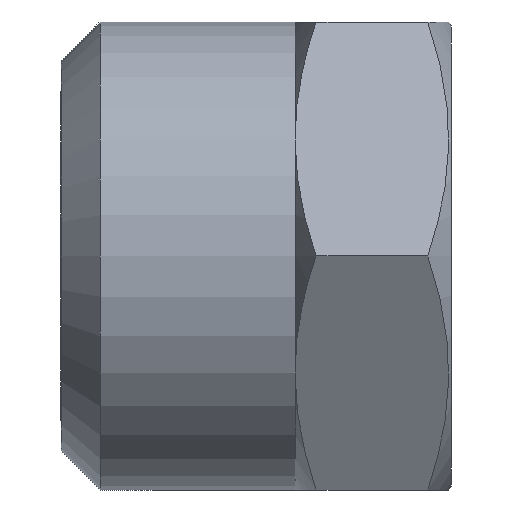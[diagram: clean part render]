
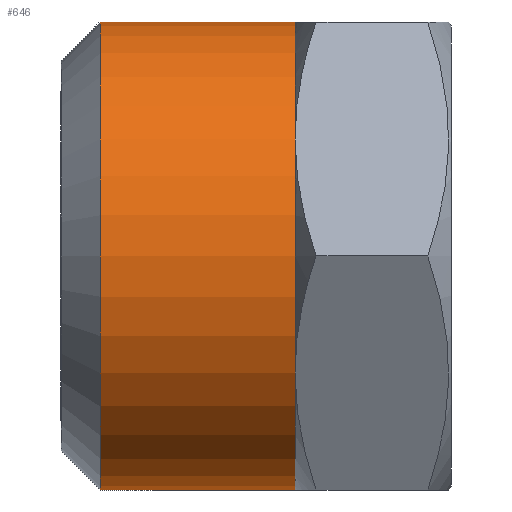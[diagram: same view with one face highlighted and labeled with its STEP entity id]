
A CAD part, left-side view. The second image highlights one B-rep face of the part: STEP entity #646.
In plain terms, the highlighted cylindrical face has radius 6 mm (diameter 12 mm), a partial arc.
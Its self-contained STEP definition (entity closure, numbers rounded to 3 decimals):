
#45 = ORIENTED_EDGE ( 'NONE', *, *, #618, .F. ) ;
#46 = ORIENTED_EDGE ( 'NONE', *, *, #614, .T. ) ;
#47 = ORIENTED_EDGE ( 'NONE', *, *, #591, .T. ) ;
#48 = ORIENTED_EDGE ( 'NONE', *, *, #600, .F. ) ;
#49 = ORIENTED_EDGE ( 'NONE', *, *, #611, .F. ) ;
#50 = ORIENTED_EDGE ( 'NONE', *, *, #599, .F. ) ;
#115 = VERTEX_POINT ( 'NONE', #780 ) ;
#116 = VERTEX_POINT ( 'NONE', #781 ) ;
#117 = VERTEX_POINT ( 'NONE', #782 ) ;
#120 = VERTEX_POINT ( 'NONE', #785 ) ;
#122 = VERTEX_POINT ( 'NONE', #787 ) ;
#126 = VERTEX_POINT ( 'NONE', #791 ) ;
#166 = EDGE_LOOP ( 'NONE', ( #45, #47, #46, #49, #48, #50 ) ) ;
#189 = LINE ( 'NONE', #343, #682 ) ;
#190 = LINE ( 'NONE', #354, #689 ) ;
#212 = FACE_OUTER_BOUND ( 'NONE', #166, .T. ) ;
#213 = CYLINDRICAL_SURFACE ( 'NONE', #865, 6. ) ;
#275 = CARTESIAN_POINT ( 'NONE',  ( 0., 4., 0. ) ) ;
#276 = DIRECTION ( 'NONE',  ( 0., -1., 0. ) ) ;
#277 = DIRECTION ( 'NONE',  ( 0., 0., -1. ) ) ;
#278 = CARTESIAN_POINT ( 'NONE',  ( 0., 4., 0. ) ) ;
#279 = DIRECTION ( 'NONE',  ( 0., -1., 0. ) ) ;
#280 = DIRECTION ( 'NONE',  ( 0., 0., -1. ) ) ;
#326 = CARTESIAN_POINT ( 'NONE',  ( 0., 4., 0. ) ) ;
#327 = DIRECTION ( 'NONE',  ( 0., -1., 0. ) ) ;
#328 = DIRECTION ( 'NONE',  ( 0., 0., -1. ) ) ;
#343 = CARTESIAN_POINT ( 'NONE',  ( 0., -2.419, -6. ) ) ;
#344 = DIRECTION ( 'NONE',  ( 0., -1., 0. ) ) ;
#354 = CARTESIAN_POINT ( 'NONE',  ( 0., -2.419, 6. ) ) ;
#355 = DIRECTION ( 'NONE',  ( 0., -1., 0. ) ) ;
#452 = CARTESIAN_POINT ( 'NONE',  ( 0., -2.419, 0. ) ) ;
#453 = DIRECTION ( 'NONE',  ( 0., -1., 0. ) ) ;
#454 = DIRECTION ( 'NONE',  ( 0., 0., -1. ) ) ;
#564 = CIRCLE ( 'NONE', #671, 6. ) ;
#591 = EDGE_CURVE ( 'NONE', #115, #116, #917, .T. ) ;
#599 = EDGE_CURVE ( 'NONE', #117, #126, #564, .T. ) ;
#600 = EDGE_CURVE ( 'NONE', #126, #122, #672, .T. ) ;
#611 = EDGE_CURVE ( 'NONE', #122, #120, #673, .T. ) ;
#614 = EDGE_CURVE ( 'NONE', #116, #120, #189, .T. ) ;
#618 = EDGE_CURVE ( 'NONE', #115, #117, #190, .T. ) ;
#646 = ADVANCED_FACE ( 'NONE', ( #212 ), #213, .T. ) ;
#671 = AXIS2_PLACEMENT_3D ( 'NONE', #275, #276, #277 ) ;
#672 = CIRCLE ( 'NONE', #674, 6. ) ;
#673 = CIRCLE ( 'NONE', #681, 6. ) ;
#674 = AXIS2_PLACEMENT_3D ( 'NONE', #278, #279, #280 ) ;
#681 = AXIS2_PLACEMENT_3D ( 'NONE', #326, #327, #328 ) ;
#682 = VECTOR ( 'NONE', #344, 1000. ) ;
#689 = VECTOR ( 'NONE', #355, 1000. ) ;
#733 = DIRECTION ( 'NONE',  ( 0., -1., 0. ) ) ;
#734 = DIRECTION ( 'NONE',  ( 0., 0., -1. ) ) ;
#738 = CARTESIAN_POINT ( 'NONE',  ( 0., 9., 0. ) ) ;
#780 = CARTESIAN_POINT ( 'NONE',  ( 0., 9., 6. ) ) ;
#781 = CARTESIAN_POINT ( 'NONE',  ( 0., 9., -6. ) ) ;
#782 = CARTESIAN_POINT ( 'NONE',  ( 0., 4., 6. ) ) ;
#785 = CARTESIAN_POINT ( 'NONE',  ( 0., 4., -6. ) ) ;
#787 = CARTESIAN_POINT ( 'NONE',  ( -5.196, 4., -3. ) ) ;
#791 = CARTESIAN_POINT ( 'NONE',  ( -5.196, 4., 3. ) ) ;
#865 = AXIS2_PLACEMENT_3D ( 'NONE', #452, #453, #454 ) ;
#917 = CIRCLE ( 'NONE', #923, 6. ) ;
#923 = AXIS2_PLACEMENT_3D ( 'NONE', #738, #733, #734 ) ;
